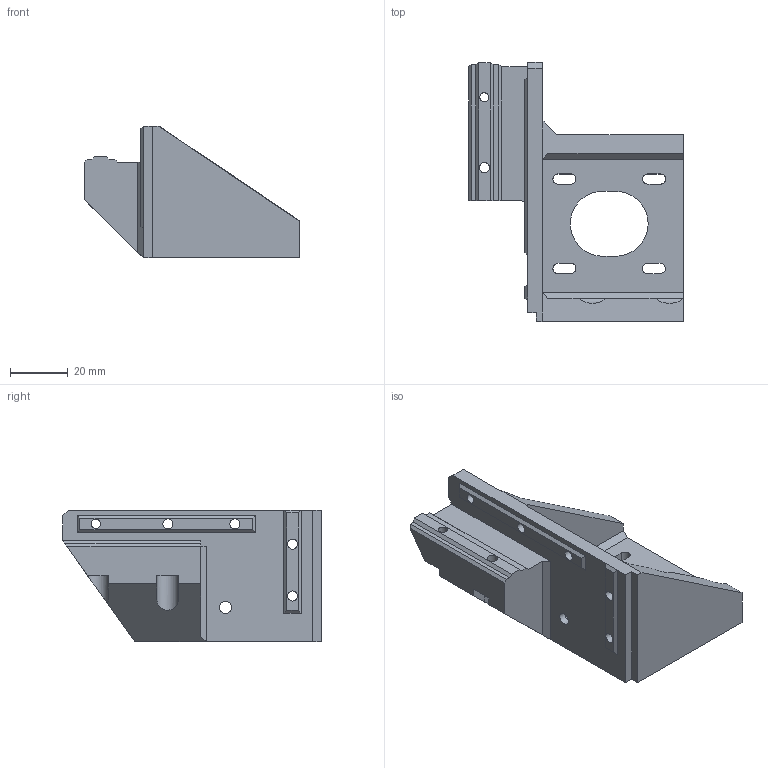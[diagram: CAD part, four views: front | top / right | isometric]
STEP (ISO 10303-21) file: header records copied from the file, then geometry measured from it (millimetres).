
FILE_DESCRIPTION(/* description */ (''),/* implementation_level */ '2;1');
FILE_NAME(/* name */ 'Console_left_motor.stp',/* time_stamp */ '2023-01-26T13:40:28+05:00',/* author */ ('khrip'),/* organization */ (''),/* preprocessor_version */ 'ST-DEVELOPER v18.1',/* originating_system */ 'Autodesk Inventor 2022',/* authorisation */ '');
FILE_SCHEMA (('AUTOMOTIVE_DESIGN { 1 0 10303 214 3 1 1 }'));
Length unit declared in the file: millimetre
Products named in the file (1): Кронштейн левого 
мотора NEW
Bounding box: 74.5 x 89.68 x 45.72 mm (x, y, z)
Volume: 71357 mm3; surface area: 22647.7 mm2
Topology: 1 solids, 1 shells, 102 faces, 280 edges, 184 vertices
Faces by surface type: plane 77, cylinder 25
Full cylindrical faces by diameter (mm): 3.2 x2, 3.5 x5, 4.2 x1, 7.5 x5
Entity records: 3321 total; most frequent: CARTESIAN_POINT 567, ORIENTED_EDGE 560, DIRECTION 545, EDGE_CURVE 280, LINE 221, VECTOR 221, VERTEX_POINT 184, AXIS2_PLACEMENT_3D 162
